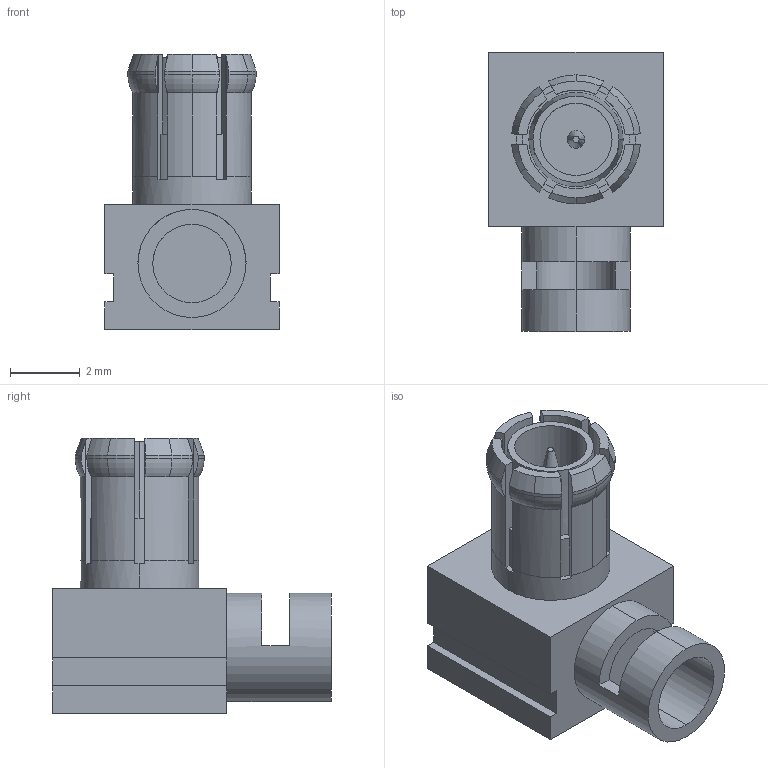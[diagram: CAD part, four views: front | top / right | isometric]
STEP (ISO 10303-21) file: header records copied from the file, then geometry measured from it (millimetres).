
FILE_DESCRIPTION (( 'STEP AP214' ), '1' );
FILE_NAME ('J01270A0191.STEP', '2015-10-26T08:57:43', ( '' ), ( '' ), 'SwSTEP 2.0', 'SolidWorks 2015', '' );
FILE_SCHEMA (( 'AUTOMOTIVE_DESIGN' ));
Length unit declared in the file: millimetre
Products named in the file (1): J01270A0191
Bounding box: 5 x 8 x 7.9 mm (x, y, z)
Volume: 128.4 mm3; surface area: 275.5 mm2
Topology: 1 solids, 1 shells, 142 faces, 388 edges, 253 vertices
Faces by surface type: plane 59, cylinder 53, cone 18, torus 12
Entity records: 6065 total; most frequent: DIRECTION 837, CARTESIAN_POINT 832, ORIENTED_EDGE 776, EDGE_CURVE 388, AXIS2_PLACEMENT_3D 318, VERTEX_POINT 253, LINE 201, VECTOR 201
